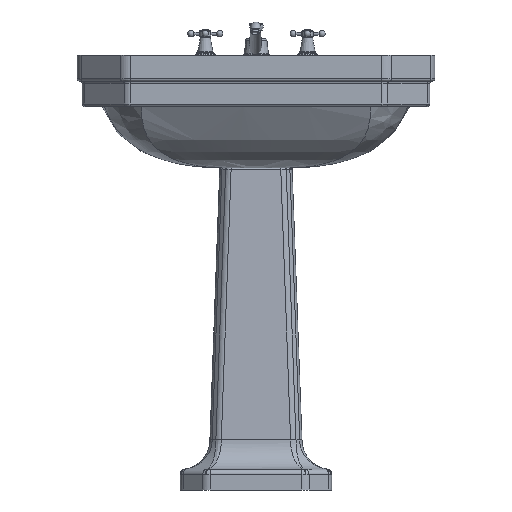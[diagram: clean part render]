
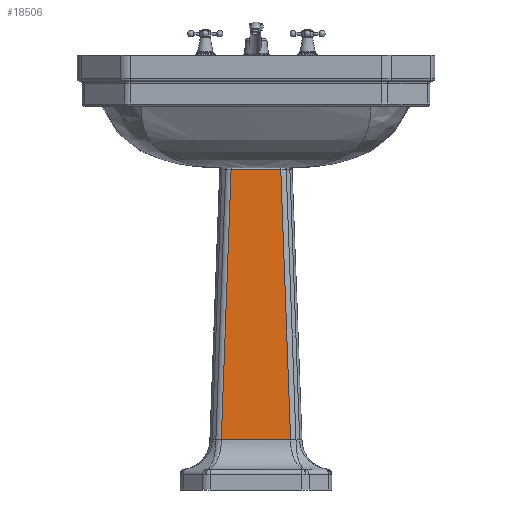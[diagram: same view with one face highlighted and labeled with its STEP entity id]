
A CAD part, front view. The second image highlights one B-rep face of the part: STEP entity #18506.
In plain terms, the highlighted planar face has unit normal (0, -0.999, 0.036).
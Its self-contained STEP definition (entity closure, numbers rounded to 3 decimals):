
#14332=CARTESIAN_POINT('',(162.12,-180.803,627.109));
#14333=VERTEX_POINT('',#14332);
#14366=CARTESIAN_POINT('',(64.999,-180.803,627.109));
#14367=VERTEX_POINT('',#14366);
#14375=CARTESIAN_POINT('',(64.999,-180.803,627.109));
#14376=DIRECTION('',(1.0,0.0,0.0));
#14377=VECTOR('',#14376,97.121);
#14378=LINE('',#14375,#14377);
#14379=EDGE_CURVE('',#14367,#14333,#14378,.T.);
#18285=CARTESIAN_POINT('',(45.797,-200.007,99.0));
#18286=VERTEX_POINT('',#18285);
#18293=CARTESIAN_POINT('',(45.795,-200.007,99.0));
#18294=VERTEX_POINT('',#18293);
#18295=CARTESIAN_POINT('',(45.797,-200.007,99.0));
#18296=DIRECTION('',(-1.0,0.0,0.0));
#18297=VECTOR('',#18296,0.002);
#18298=LINE('',#18295,#18297);
#18299=EDGE_CURVE('',#18286,#18294,#18298,.T.);
#18343=CARTESIAN_POINT('',(45.795,-200.007,99.0));
#18344=DIRECTION('',(0.036,0.036,0.999));
#18345=VECTOR('',#18344,528.807);
#18346=LINE('',#18343,#18345);
#18347=EDGE_CURVE('',#18294,#14367,#18346,.T.);
#18426=CARTESIAN_POINT('',(181.323,-200.007,99.));
#18427=VERTEX_POINT('',#18426);
#18437=CARTESIAN_POINT('',(181.322,-200.007,99.0));
#18438=VERTEX_POINT('',#18437);
#18439=CARTESIAN_POINT('',(181.323,-200.007,99.));
#18440=DIRECTION('',(-1.,0.,-0.002));
#18441=VECTOR('',#18440,0.002);
#18442=LINE('',#18439,#18441);
#18443=EDGE_CURVE('',#18427,#18438,#18442,.T.);
#18460=CARTESIAN_POINT('',(162.12,-180.803,627.109));
#18461=DIRECTION('',(0.036,-0.036,-0.999));
#18462=VECTOR('',#18461,528.807);
#18463=LINE('',#18460,#18462);
#18464=EDGE_CURVE('',#14333,#18427,#18463,.T.);
#18484=CARTESIAN_POINT('',(181.322,-200.007,99.0));
#18485=DIRECTION('',(-1.0,0.0,0.0));
#18486=VECTOR('',#18485,135.525);
#18487=LINE('',#18484,#18486);
#18488=EDGE_CURVE('',#18438,#18286,#18487,.T.);
#18493=CARTESIAN_POINT('',(39.584,-200.007,99.0));
#18494=DIRECTION('',(0.,-0.999,0.036));
#18495=DIRECTION('',(0.0,-0.036,-0.999));
#18496=AXIS2_PLACEMENT_3D('',#18493,#18494,#18495);
#18497=PLANE('',#18496);
#18498=ORIENTED_EDGE('',*,*,#14379,.F.);
#18499=ORIENTED_EDGE('',*,*,#18347,.F.);
#18500=ORIENTED_EDGE('',*,*,#18299,.F.);
#18501=ORIENTED_EDGE('',*,*,#18488,.F.);
#18502=ORIENTED_EDGE('',*,*,#18443,.F.);
#18503=ORIENTED_EDGE('',*,*,#18464,.F.);
#18504=EDGE_LOOP('',(#18498,#18499,#18500,#18501,#18502,#18503));
#18505=FACE_OUTER_BOUND('',#18504,.T.);
#18506=ADVANCED_FACE('',(#18505),#18497,.T.);
